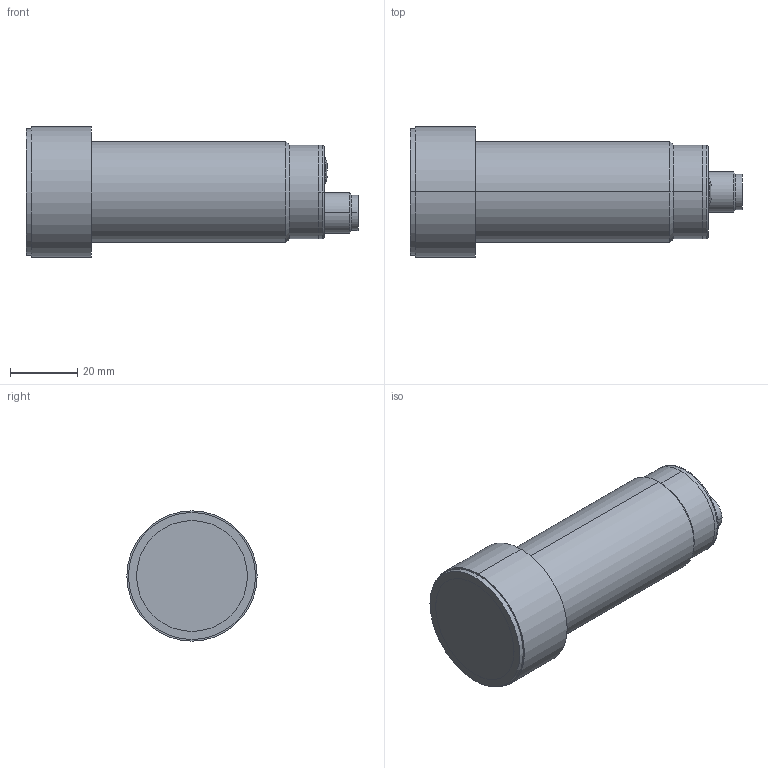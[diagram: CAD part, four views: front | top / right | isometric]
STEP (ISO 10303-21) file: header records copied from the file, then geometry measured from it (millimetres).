
FILE_DESCRIPTION (( 'STEP AP214' ), '1' );
FILE_NAME ('UT2F-E4-0E.step', '2018-04-12T21:50:52', ( '' ), ( '' ), 'SwSTEP 2.0', 'SolidWorks 2017', '' );
FILE_SCHEMA (( 'AUTOMOTIVE_DESIGN' ));
Length unit declared in the file: inch
Products named in the file (1): UT2F-E4-0E
Bounding box: 98.9 x 38.8 x 38.8 mm (x, y, z)
Volume: 71638.8 mm3; surface area: 16051.8 mm2
Topology: 5 solids, 9 shells, 108 faces, 227 edges, 142 vertices
Faces by surface type: cylinder 47, plane 31, cone 23, bspline 7
Entity records: 4499 total; most frequent: CARTESIAN_POINT 611, DIRECTION 554, ORIENTED_EDGE 454, AXIS2_PLACEMENT_3D 233, EDGE_CURVE 227, VERTEX_POINT 142, CIRCLE 131, EDGE_LOOP 121
